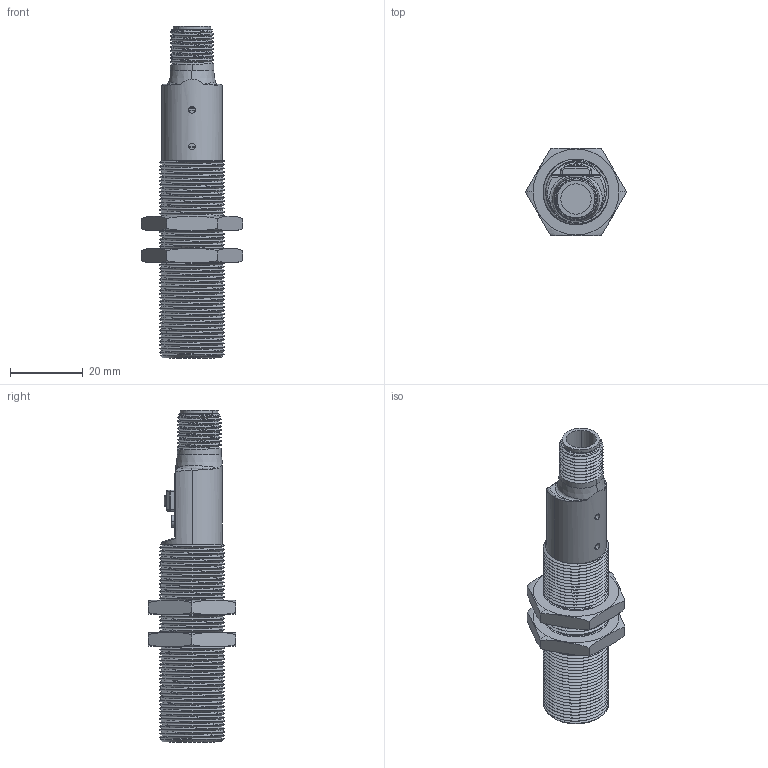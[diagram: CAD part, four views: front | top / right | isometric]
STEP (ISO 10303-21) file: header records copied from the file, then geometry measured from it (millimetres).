
FILE_DESCRIPTION((''),'2;1');
FILE_NAME('159656_ASM','2016-03-03T',('pdmadmin'),(''),'PRO/ENGINEER BY PARAMETRIC TECHNOLOGY CORPORATION, 2013230','PRO/ENGINEER BY PARAMETRIC TECHNOLOGY CORPORATION, 2013230','');
FILE_SCHEMA(('CONFIG_CONTROL_DESIGN'));
Products named in the file (14): 65018_AF0; 41089_AF0; 120634; 120630; 120772; 121316; 121351; 118653_AF0; 67463_AF0; 65020; 65019; 115456_ASM; 49246; 159656_ASM
Assembly tree (14 placements, depth 3):
  159656_ASM
    65018_AF0
    41089_AF0
    120634
    120630
    120772
    121316
    121351
    118653_AF0
    67463_AF0
    115456_ASM
      65020
      65019
    49246  x2
Bounding box: 27.71 x 24 x 91 mm (x, y, z)
Volume: 8793.4 mm3; surface area: 18881.5 mm2
Topology: 13 solids, 15 shells, 675 faces, 1663 edges, 1041 vertices
Faces by surface type: cylinder 301, plane 221, bspline 78, torus 40, cone 31, sphere 4
Entity records: 38573 total; most frequent: CARTESIAN_POINT 23501, ORIENTED_EDGE 3206, DIRECTION 2856, EDGE_CURVE 1605, AXIS2_PLACEMENT_3D 1043, VERTEX_POINT 1013, VECTOR 770, LINE 770
